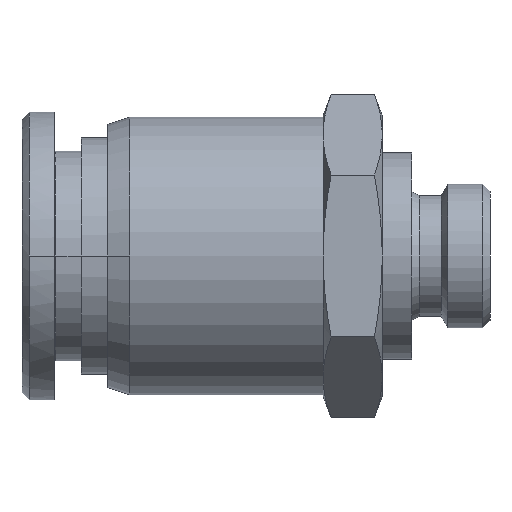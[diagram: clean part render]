
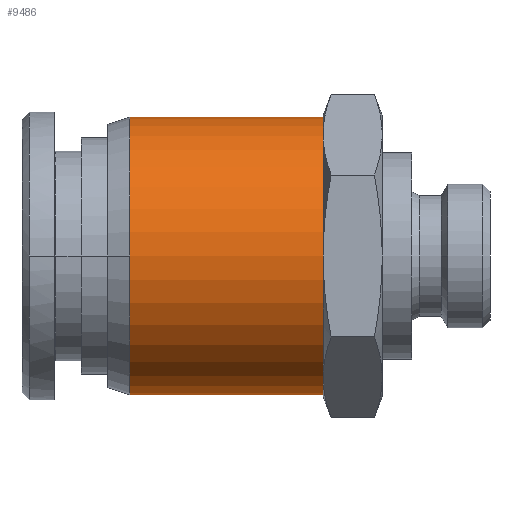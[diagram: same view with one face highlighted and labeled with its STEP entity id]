
A CAD part, front view. The second image highlights one B-rep face of the part: STEP entity #9486.
In plain terms, the highlighted cylindrical face has radius 9.4 mm (diameter 18.8 mm), a partial arc.
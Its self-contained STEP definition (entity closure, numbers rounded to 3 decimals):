
#582 = LINE ( 'NONE', #3163, #8930 ) ;
#1216 = ORIENTED_EDGE ( 'NONE', *, *, #9140, .F. ) ;
#1431 = EDGE_CURVE ( 'NONE', #6157, #3573, #582, .T. ) ;
#1590 = EDGE_CURVE ( 'NONE', #3573, #14296, #13360, .T. ) ;
#1800 = DIRECTION ( 'NONE',  ( 0., 0., 1. ) ) ;
#1942 = DIRECTION ( 'NONE',  ( 1., 0., 0. ) ) ;
#2077 = DIRECTION ( 'NONE',  ( 1., 0., 0. ) ) ;
#3035 = CARTESIAN_POINT ( 'NONE',  ( -0.8, 0., 9.4 ) ) ;
#3163 = CARTESIAN_POINT ( 'NONE',  ( -7.35, 0., -9.4 ) ) ;
#3506 = DIRECTION ( 'NONE',  ( 0., 0., -1. ) ) ;
#3573 = VERTEX_POINT ( 'NONE', #12922 ) ;
#3668 = CARTESIAN_POINT ( 'NONE',  ( -13.9, 0., -9.4 ) ) ;
#3841 = CARTESIAN_POINT ( 'NONE',  ( -7.35, 0., 0. ) ) ;
#4306 = CARTESIAN_POINT ( 'NONE',  ( -13.9, -9.4, 0. ) ) ;
#4555 = DIRECTION ( 'NONE',  ( -1., 0., 0. ) ) ;
#4732 = EDGE_LOOP ( 'NONE', ( #7006, #1216, #10338, #10814, #11250 ) ) ;
#4812 = AXIS2_PLACEMENT_3D ( 'NONE', #9228, #4555, #3506 ) ;
#5128 = AXIS2_PLACEMENT_3D ( 'NONE', #7042, #11239, #1800 ) ;
#5310 = CIRCLE ( 'NONE', #5128, 9.4 ) ;
#5520 = CIRCLE ( 'NONE', #6922, 9.4 ) ;
#6157 = VERTEX_POINT ( 'NONE', #3668 ) ;
#6381 = AXIS2_PLACEMENT_3D ( 'NONE', #3841, #8562, #7256 ) ;
#6814 = CARTESIAN_POINT ( 'NONE',  ( -13.9, 0., 9.4 ) ) ;
#6922 = AXIS2_PLACEMENT_3D ( 'NONE', #10709, #10662, #8521 ) ;
#7006 = ORIENTED_EDGE ( 'NONE', *, *, #12978, .F. ) ;
#7042 = CARTESIAN_POINT ( 'NONE',  ( -13.9, 0., 0. ) ) ;
#7252 = FACE_OUTER_BOUND ( 'NONE', #4732, .T. ) ;
#7256 = DIRECTION ( 'NONE',  ( 0., 0., -1. ) ) ;
#7489 = VERTEX_POINT ( 'NONE', #4306 ) ;
#8521 = DIRECTION ( 'NONE',  ( 0., 0., 1. ) ) ;
#8562 = DIRECTION ( 'NONE',  ( 1., 0., 0. ) ) ;
#8567 = LINE ( 'NONE', #12116, #13539 ) ;
#8930 = VECTOR ( 'NONE', #2077, 1000. ) ;
#9140 = EDGE_CURVE ( 'NONE', #7489, #12502, #5310, .T. ) ;
#9228 = CARTESIAN_POINT ( 'NONE',  ( -0.8, 0., 0. ) ) ;
#9486 = ADVANCED_FACE ( 'NONE', ( #7252 ), #9601, .T. ) ;
#9601 = CYLINDRICAL_SURFACE ( 'NONE', #6381, 9.4 ) ;
#10338 = ORIENTED_EDGE ( 'NONE', *, *, #13884, .F. ) ;
#10662 = DIRECTION ( 'NONE',  ( -1., 0., 0. ) ) ;
#10709 = CARTESIAN_POINT ( 'NONE',  ( -13.9, 0., 0. ) ) ;
#10814 = ORIENTED_EDGE ( 'NONE', *, *, #1431, .T. ) ;
#11239 = DIRECTION ( 'NONE',  ( -1., 0., 0. ) ) ;
#11250 = ORIENTED_EDGE ( 'NONE', *, *, #1590, .T. ) ;
#12116 = CARTESIAN_POINT ( 'NONE',  ( -7.35, 0., 9.4 ) ) ;
#12502 = VERTEX_POINT ( 'NONE', #6814 ) ;
#12922 = CARTESIAN_POINT ( 'NONE',  ( -0.8, 0., -9.4 ) ) ;
#12978 = EDGE_CURVE ( 'NONE', #12502, #14296, #8567, .T. ) ;
#13360 = CIRCLE ( 'NONE', #4812, 9.4 ) ;
#13539 = VECTOR ( 'NONE', #1942, 1000. ) ;
#13884 = EDGE_CURVE ( 'NONE', #6157, #7489, #5520, .T. ) ;
#14296 = VERTEX_POINT ( 'NONE', #3035 ) ;
